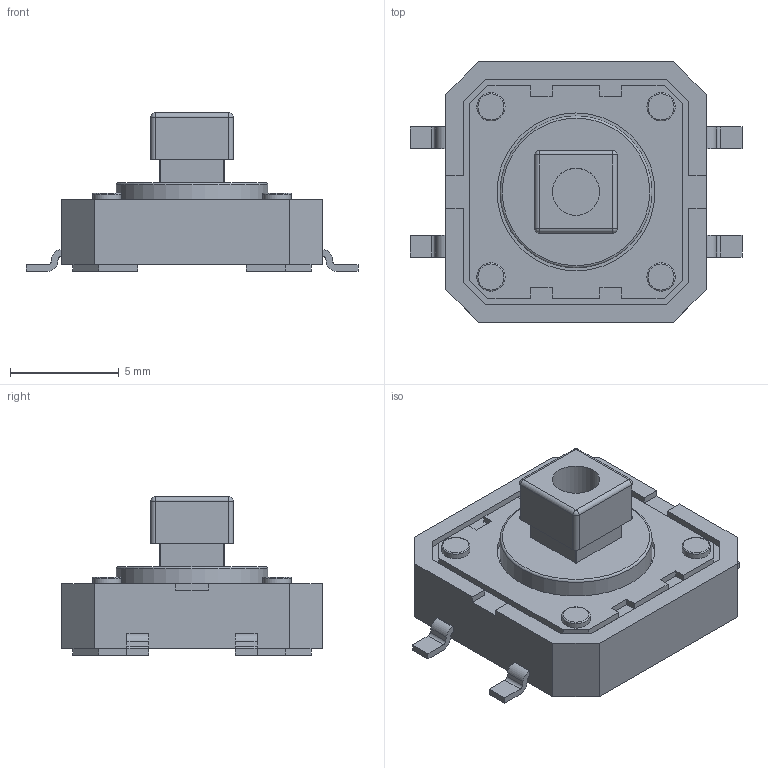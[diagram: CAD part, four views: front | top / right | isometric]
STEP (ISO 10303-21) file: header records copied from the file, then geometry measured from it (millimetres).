
FILE_DESCRIPTION(/* description */ ('model of SW_Push_1P1T_NO_CK_PTS125Sx73SMTR'),/* implementation_level */ '2;1');
FILE_NAME(/* name */ 'SW_Push_1P1T_NO_CK_PTS125Sx73SMTR.step',/* time_stamp */ '2020-10-28T17:47:48',/* author */ ('kicad StepUp','ksu'),/* organization */ ('FreeCAD'),/* preprocessor_version */ 'OCC',/* originating_system */ 'kicad StepUp',/* authorisation */ '');
FILE_SCHEMA(('AUTOMOTIVE_DESIGN { 1 0 10303 214 1 1 1 1 }'));
Length unit declared in the file: millimetre
Products named in the file (1): SW_Push_1P1T_NO_CK_PTS125Sx73SMTR
Bounding box: 15.3 x 12 x 7.3 mm (x, y, z)
Volume: 489.1 mm3; surface area: 573.9 mm2
Topology: 1 solids, 1 shells, 172 faces, 443 edges, 287 vertices
Faces by surface type: plane 128, cylinder 35, torus 5, sphere 4
Full cylindrical faces by diameter (mm): 1.3 x4, 2.171 x1, 7 x1, 7.28 x1
Entity records: 6366 total; most frequent: CARTESIAN_POINT 899, ORIENTED_EDGE 878, DIRECTION 865, EDGE_CURVE 439, LINE 359, VECTOR 359, VERTEX_POINT 287, AXIS2_PLACEMENT_3D 253
